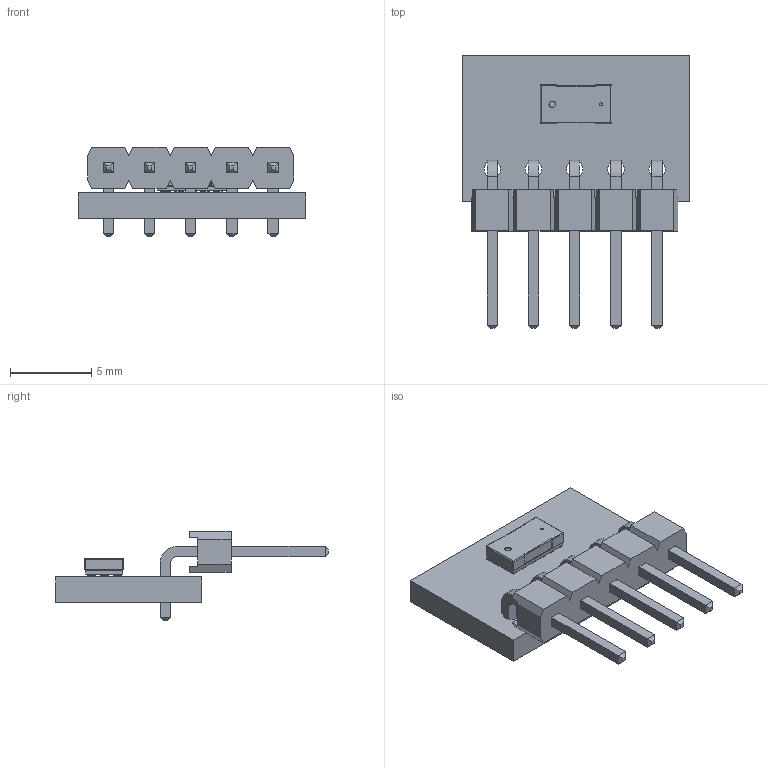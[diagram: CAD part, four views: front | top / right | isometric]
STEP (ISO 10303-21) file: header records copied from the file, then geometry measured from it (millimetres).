
FILE_DESCRIPTION(('KiCad electronic assembly'),'2;1');
FILE_NAME('VL53L0X_breakout.step','2020-01-30T01:58:50',('An Author'),( 'A Company'),'Open CASCADE STEP processor 6.9', 'KiCad to STEP converter','Unknown');
FILE_SCHEMA(('AUTOMOTIVE_DESIGN { 1 0 10303 214 1 1 1 1 }'));
Length unit declared in the file: millimetre
Products named in the file (6): Open CASCADE STEP translator 6.9 1; VL53L0X; COMPOUND; 61300511021_Download_STP_61300511021_rev1
Assembly tree (5 placements, depth 3):
  Open CASCADE STEP translator 6.9 1
    VL53L0X
      COMPOUND
    61300511021_Download_STP_61300511021_rev1
      COMPOUND
    COMPOUND
Bounding box: 14 x 16.81 x 5.54 mm (x, y, z)
Volume: 291.2 mm3; surface area: 810.1 mm2
Topology: 23 solids, 23 shells, 356 faces, 867 edges, 558 vertices
Faces by surface type: plane 319, cylinder 33, sphere 4
Full cylindrical faces by diameter (mm): 0.2 x1, 0.4 x1, 1.016 x5
Entity records: 23975 total; most frequent: CARTESIAN_POINT 4745, DIRECTION 3323, LINE 2457, VECTOR 2457, ORIENTED_EDGE 1734, PCURVE 1734, DEFINITIONAL_REPRESENTATION 1734, EDGE_CURVE 867
